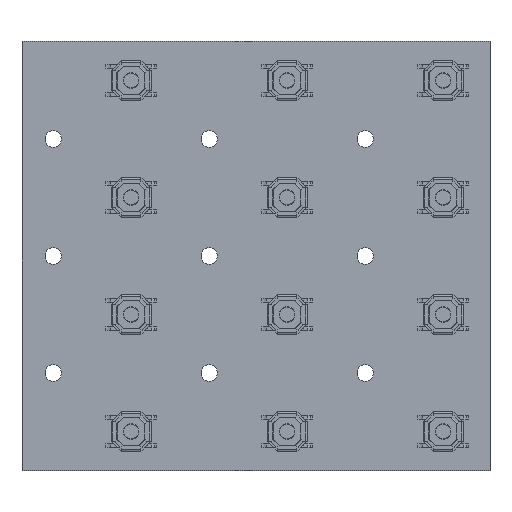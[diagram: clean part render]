
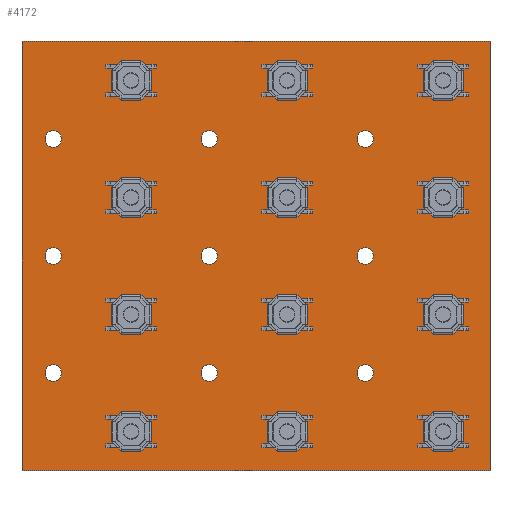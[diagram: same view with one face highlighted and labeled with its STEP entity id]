
A CAD part, top view. The second image highlights one B-rep face of the part: STEP entity #4172.
In plain terms, the highlighted planar face has unit normal (0, 0, 1).
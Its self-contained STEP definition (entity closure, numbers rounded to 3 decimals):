
#3961 = VERTEX_POINT('',#3962);
#3962 = CARTESIAN_POINT('',(168.,-116.,1.51));
#3968 = EDGE_CURVE('',#3961,#3969,#3971,.T.);
#3969 = VERTEX_POINT('',#3970);
#3970 = CARTESIAN_POINT('',(108.,-116.,1.51));
#3971 = LINE('',#3972,#3973);
#3972 = CARTESIAN_POINT('',(168.,-116.,1.51));
#3973 = VECTOR('',#3974,1.);
#3974 = DIRECTION('',(-1.,0.,0.));
#4001 = VERTEX_POINT('',#4002);
#4002 = CARTESIAN_POINT('',(168.,-61.,1.51));
#4008 = EDGE_CURVE('',#4001,#3961,#4009,.T.);
#4009 = LINE('',#4010,#4011);
#4010 = CARTESIAN_POINT('',(168.,-61.,1.51));
#4011 = VECTOR('',#4012,1.);
#4012 = DIRECTION('',(0.,-1.,0.));
#4030 = EDGE_CURVE('',#3969,#4031,#4033,.T.);
#4031 = VERTEX_POINT('',#4032);
#4032 = CARTESIAN_POINT('',(108.,-61.,1.51));
#4033 = LINE('',#4034,#4035);
#4034 = CARTESIAN_POINT('',(108.,-116.,1.51));
#4035 = VECTOR('',#4036,1.);
#4036 = DIRECTION('',(0.,1.,0.));
#4172 = ADVANCED_FACE('',(#4173,#4184,#4195,#4206,#4217,#4228,#4239,
    #4250,#4261,#4272),#4283,.T.);
#4173 = FACE_BOUND('',#4174,.T.);
#4174 = EDGE_LOOP('',(#4175,#4176,#4177,#4183));
#4175 = ORIENTED_EDGE('',*,*,#3968,.F.);
#4176 = ORIENTED_EDGE('',*,*,#4008,.F.);
#4177 = ORIENTED_EDGE('',*,*,#4178,.F.);
#4178 = EDGE_CURVE('',#4031,#4001,#4179,.T.);
#4179 = LINE('',#4180,#4181);
#4180 = CARTESIAN_POINT('',(108.,-61.,1.51));
#4181 = VECTOR('',#4182,1.);
#4182 = DIRECTION('',(1.,0.,0.));
#4183 = ORIENTED_EDGE('',*,*,#4030,.F.);
#4184 = FACE_BOUND('',#4185,.T.);
#4185 = EDGE_LOOP('',(#4186));
#4186 = ORIENTED_EDGE('',*,*,#4187,.T.);
#4187 = EDGE_CURVE('',#4188,#4188,#4190,.T.);
#4188 = VERTEX_POINT('',#4189);
#4189 = CARTESIAN_POINT('',(112.,-104.55,1.51));
#4190 = CIRCLE('',#4191,1.05);
#4191 = AXIS2_PLACEMENT_3D('',#4192,#4193,#4194);
#4192 = CARTESIAN_POINT('',(112.,-103.5,1.51));
#4193 = DIRECTION('',(-0.,0.,-1.));
#4194 = DIRECTION('',(-0.,-1.,0.));
#4195 = FACE_BOUND('',#4196,.T.);
#4196 = EDGE_LOOP('',(#4197));
#4197 = ORIENTED_EDGE('',*,*,#4198,.T.);
#4198 = EDGE_CURVE('',#4199,#4199,#4201,.T.);
#4199 = VERTEX_POINT('',#4200);
#4200 = CARTESIAN_POINT('',(132.,-104.55,1.51));
#4201 = CIRCLE('',#4202,1.05);
#4202 = AXIS2_PLACEMENT_3D('',#4203,#4204,#4205);
#4203 = CARTESIAN_POINT('',(132.,-103.5,1.51));
#4204 = DIRECTION('',(-0.,0.,-1.));
#4205 = DIRECTION('',(-0.,-1.,0.));
#4206 = FACE_BOUND('',#4207,.T.);
#4207 = EDGE_LOOP('',(#4208));
#4208 = ORIENTED_EDGE('',*,*,#4209,.T.);
#4209 = EDGE_CURVE('',#4210,#4210,#4212,.T.);
#4210 = VERTEX_POINT('',#4211);
#4211 = CARTESIAN_POINT('',(112.,-89.55,1.51));
#4212 = CIRCLE('',#4213,1.05);
#4213 = AXIS2_PLACEMENT_3D('',#4214,#4215,#4216);
#4214 = CARTESIAN_POINT('',(112.,-88.5,1.51));
#4215 = DIRECTION('',(-0.,0.,-1.));
#4216 = DIRECTION('',(-0.,-1.,0.));
#4217 = FACE_BOUND('',#4218,.T.);
#4218 = EDGE_LOOP('',(#4219));
#4219 = ORIENTED_EDGE('',*,*,#4220,.T.);
#4220 = EDGE_CURVE('',#4221,#4221,#4223,.T.);
#4221 = VERTEX_POINT('',#4222);
#4222 = CARTESIAN_POINT('',(152.,-104.55,1.51));
#4223 = CIRCLE('',#4224,1.05);
#4224 = AXIS2_PLACEMENT_3D('',#4225,#4226,#4227);
#4225 = CARTESIAN_POINT('',(152.,-103.5,1.51));
#4226 = DIRECTION('',(-0.,0.,-1.));
#4227 = DIRECTION('',(-0.,-1.,0.));
#4228 = FACE_BOUND('',#4229,.T.);
#4229 = EDGE_LOOP('',(#4230));
#4230 = ORIENTED_EDGE('',*,*,#4231,.T.);
#4231 = EDGE_CURVE('',#4232,#4232,#4234,.T.);
#4232 = VERTEX_POINT('',#4233);
#4233 = CARTESIAN_POINT('',(132.,-89.55,1.51));
#4234 = CIRCLE('',#4235,1.05);
#4235 = AXIS2_PLACEMENT_3D('',#4236,#4237,#4238);
#4236 = CARTESIAN_POINT('',(132.,-88.5,1.51));
#4237 = DIRECTION('',(-0.,0.,-1.));
#4238 = DIRECTION('',(-0.,-1.,0.));
#4239 = FACE_BOUND('',#4240,.T.);
#4240 = EDGE_LOOP('',(#4241));
#4241 = ORIENTED_EDGE('',*,*,#4242,.T.);
#4242 = EDGE_CURVE('',#4243,#4243,#4245,.T.);
#4243 = VERTEX_POINT('',#4244);
#4244 = CARTESIAN_POINT('',(112.,-74.55,1.51));
#4245 = CIRCLE('',#4246,1.05);
#4246 = AXIS2_PLACEMENT_3D('',#4247,#4248,#4249);
#4247 = CARTESIAN_POINT('',(112.,-73.5,1.51));
#4248 = DIRECTION('',(-0.,0.,-1.));
#4249 = DIRECTION('',(-0.,-1.,0.));
#4250 = FACE_BOUND('',#4251,.T.);
#4251 = EDGE_LOOP('',(#4252));
#4252 = ORIENTED_EDGE('',*,*,#4253,.T.);
#4253 = EDGE_CURVE('',#4254,#4254,#4256,.T.);
#4254 = VERTEX_POINT('',#4255);
#4255 = CARTESIAN_POINT('',(132.,-74.55,1.51));
#4256 = CIRCLE('',#4257,1.05);
#4257 = AXIS2_PLACEMENT_3D('',#4258,#4259,#4260);
#4258 = CARTESIAN_POINT('',(132.,-73.5,1.51));
#4259 = DIRECTION('',(-0.,0.,-1.));
#4260 = DIRECTION('',(-0.,-1.,0.));
#4261 = FACE_BOUND('',#4262,.T.);
#4262 = EDGE_LOOP('',(#4263));
#4263 = ORIENTED_EDGE('',*,*,#4264,.T.);
#4264 = EDGE_CURVE('',#4265,#4265,#4267,.T.);
#4265 = VERTEX_POINT('',#4266);
#4266 = CARTESIAN_POINT('',(152.,-89.55,1.51));
#4267 = CIRCLE('',#4268,1.05);
#4268 = AXIS2_PLACEMENT_3D('',#4269,#4270,#4271);
#4269 = CARTESIAN_POINT('',(152.,-88.5,1.51));
#4270 = DIRECTION('',(-0.,0.,-1.));
#4271 = DIRECTION('',(-0.,-1.,0.));
#4272 = FACE_BOUND('',#4273,.T.);
#4273 = EDGE_LOOP('',(#4274));
#4274 = ORIENTED_EDGE('',*,*,#4275,.T.);
#4275 = EDGE_CURVE('',#4276,#4276,#4278,.T.);
#4276 = VERTEX_POINT('',#4277);
#4277 = CARTESIAN_POINT('',(152.,-74.55,1.51));
#4278 = CIRCLE('',#4279,1.05);
#4279 = AXIS2_PLACEMENT_3D('',#4280,#4281,#4282);
#4280 = CARTESIAN_POINT('',(152.,-73.5,1.51));
#4281 = DIRECTION('',(-0.,0.,-1.));
#4282 = DIRECTION('',(-0.,-1.,0.));
#4283 = PLANE('',#4284);
#4284 = AXIS2_PLACEMENT_3D('',#4285,#4286,#4287);
#4285 = CARTESIAN_POINT('',(0.,0.,1.51));
#4286 = DIRECTION('',(0.,0.,1.));
#4287 = DIRECTION('',(1.,0.,-0.));
